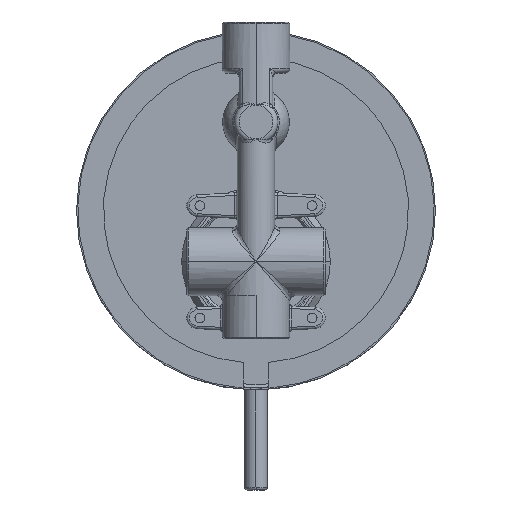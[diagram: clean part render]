
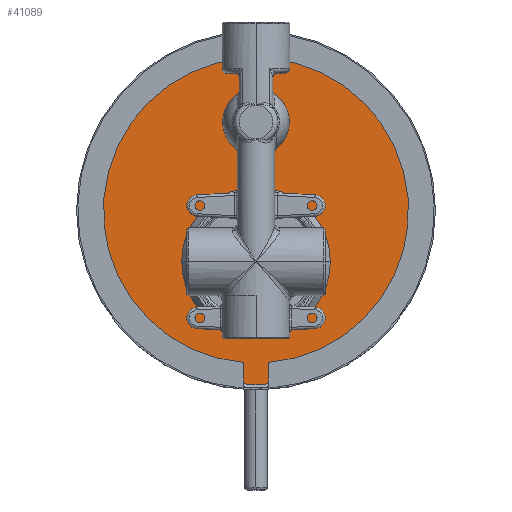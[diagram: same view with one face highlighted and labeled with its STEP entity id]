
A CAD part, left-side view. The second image highlights one B-rep face of the part: STEP entity #41089.
In plain terms, the highlighted face is planar.
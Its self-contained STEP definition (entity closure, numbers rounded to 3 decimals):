
#40650=CARTESIAN_POINT('',(0.,-0.8,5.));
#40651=DIRECTION('',(0.,-1.,0.));
#40652=DIRECTION('',(1.,0.,0.));
#40653=AXIS2_PLACEMENT_3D('',#40650,#40651,#40652);
#40655=CARTESIAN_POINT('',(0.,-0.8,5.));
#40656=DIRECTION('',(0.,-1.,0.));
#40657=DIRECTION('',(-1.,0.,0.));
#40658=AXIS2_PLACEMENT_3D('',#40655,#40656,#40657);
#40660=CARTESIAN_POINT('',(0.,-0.8,-49.5));
#40661=DIRECTION('',(0.,1.,0.));
#40662=DIRECTION('',(1.,0.,0.));
#40663=AXIS2_PLACEMENT_3D('',#40660,#40661,#40662);
#40665=CARTESIAN_POINT('',(0.,-0.8,-49.5));
#40666=DIRECTION('',(0.,1.,0.));
#40667=DIRECTION('',(-1.,0.,0.));
#40668=AXIS2_PLACEMENT_3D('',#40665,#40666,#40667);
#40670=CARTESIAN_POINT('',(0.,-0.8,-15.));
#40671=DIRECTION('',(0.,1.,0.));
#40672=DIRECTION('',(-1.,0.,0.));
#40673=AXIS2_PLACEMENT_3D('',#40670,#40671,#40672);
#40675=CARTESIAN_POINT('',(0.,-0.8,-15.));
#40676=DIRECTION('',(0.,1.,0.));
#40677=DIRECTION('',(1.,0.,0.));
#40678=AXIS2_PLACEMENT_3D('',#40675,#40676,#40677);
#40853=CARTESIAN_POINT('',(25.509,-0.8,5.));
#40854=CARTESIAN_POINT('',(-25.509,-0.8,5.));
#40855=VERTEX_POINT('',#40853);
#40856=VERTEX_POINT('',#40854);
#40881=CARTESIAN_POINT('',(7.25,-0.8,-49.5));
#40882=VERTEX_POINT('',#40881);
#40883=CARTESIAN_POINT('',(-7.25,-0.8,-49.5));
#40884=VERTEX_POINT('',#40883);
#40893=CARTESIAN_POINT('',(-68.,-0.8,-15.));
#40894=CARTESIAN_POINT('',(68.,-0.8,-15.));
#40895=VERTEX_POINT('',#40893);
#40896=VERTEX_POINT('',#40894);
#41067=CARTESIAN_POINT('',(0.,-0.8,0.));
#41068=DIRECTION('',(0.,1.,0.));
#41069=DIRECTION('',(1.,0.,0.));
#41070=AXIS2_PLACEMENT_3D('',#41067,#41068,#41069);
#41071=PLANE('',#41070);
#41073=ORIENTED_EDGE('',*,*,#41072,.T.);
#41075=ORIENTED_EDGE('',*,*,#41074,.T.);
#41076=EDGE_LOOP('',(#41073,#41075));
#41077=FACE_OUTER_BOUND('',#41076,.F.);
#41079=ORIENTED_EDGE('',*,*,#41078,.F.);
#41081=ORIENTED_EDGE('',*,*,#41080,.F.);
#41082=EDGE_LOOP('',(#41079,#41081));
#41083=FACE_BOUND('',#41082,.F.);
#41084=ORIENTED_EDGE('',*,*,#41057,.T.);
#41086=ORIENTED_EDGE('',*,*,#41085,.T.);
#41087=EDGE_LOOP('',(#41084,#41086));
#41088=FACE_BOUND('',#41087,.F.);
#41089=ADVANCED_FACE('',(#41077,#41083,#41088),#41071,.F.);
#40654=CIRCLE('',#40653,25.509);
#40659=CIRCLE('',#40658,25.509);
#40664=CIRCLE('',#40663,7.25);
#40669=CIRCLE('',#40668,7.25);
#40674=CIRCLE('',#40673,68.);
#40679=CIRCLE('',#40678,68.);
#41057=EDGE_CURVE('',#40855,#40856,#40654,.T.);
#41072=EDGE_CURVE('',#40895,#40896,#40674,.T.);
#41074=EDGE_CURVE('',#40896,#40895,#40679,.T.);
#41078=EDGE_CURVE('',#40882,#40884,#40664,.T.);
#41080=EDGE_CURVE('',#40884,#40882,#40669,.T.);
#41085=EDGE_CURVE('',#40856,#40855,#40659,.T.);
